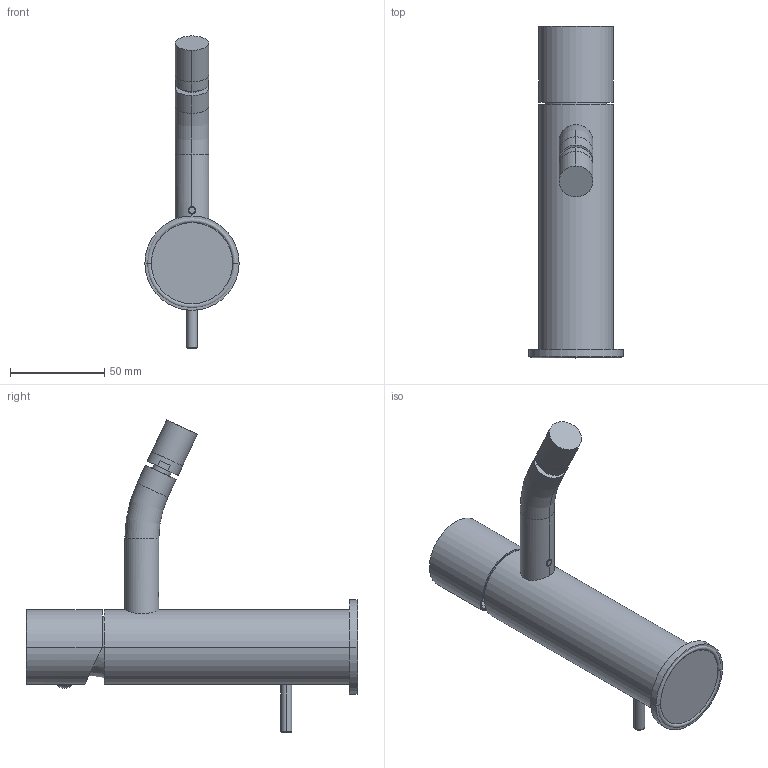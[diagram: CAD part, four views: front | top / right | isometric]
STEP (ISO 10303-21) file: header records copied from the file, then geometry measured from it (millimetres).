
FILE_DESCRIPTION((''),'2;1');
FILE_NAME('LIGX135CR','2021-01-15T14:03:22',('ut3'),('PAFFONI SpA'),'CREO PARAMETRIC BY PTC INC, 2020044','CREO PARAMETRIC BY PTC INC, 2020044','');
FILE_SCHEMA(('CONFIG_CONTROL_DESIGN','SHAPE_APPEARANCE_LAYERS_GROUPS'));
Length unit declared in the file: millimetre
Products named in the file (1): LIGX135CR
Bounding box: 50 x 175.89 x 165.4 mm (x, y, z)
Surface area: 39120.9 mm2 (no closed solid volume)
Topology: 0 solids, 17 shells, 58 faces, 144 edges, 97 vertices
Faces by surface type: cylinder 24, plane 16, cone 10, torus 6, sphere 2
Entity records: 2302 total; most frequent: CARTESIAN_POINT 512, DIRECTION 315, ORIENTED_EDGE 233, EDGE_CURVE 140, AXIS2_PLACEMENT_3D 135, VERTEX_POINT 97, CIRCLE 77, EDGE_LOOP 58
